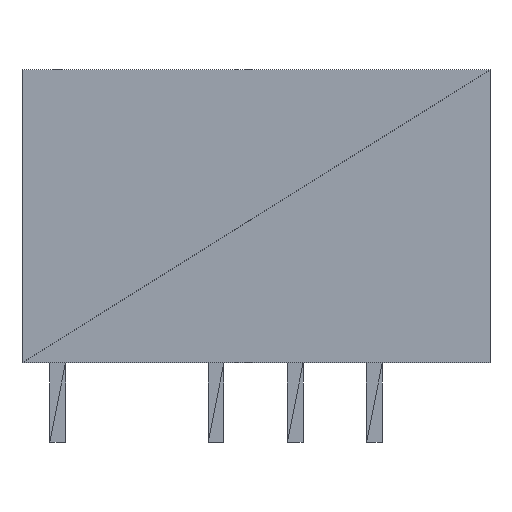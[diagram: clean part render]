
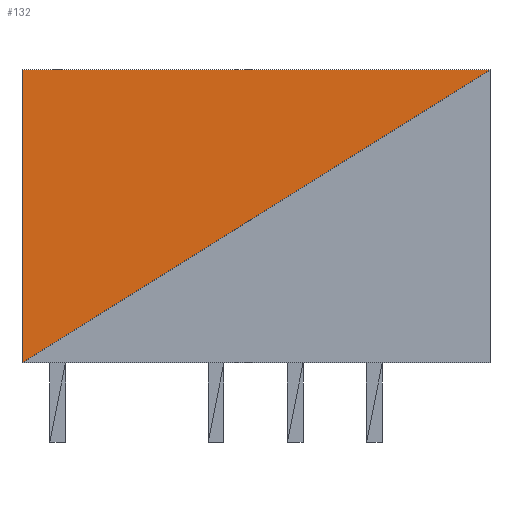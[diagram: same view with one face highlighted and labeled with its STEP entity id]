
A CAD part, left-side view. The second image highlights one B-rep face of the part: STEP entity #132.
In plain terms, the highlighted planar face has unit normal (-1, 0, 0).
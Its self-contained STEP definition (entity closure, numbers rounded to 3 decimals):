
#132=ADVANCED_FACE('',(#133),#159,.F.);
#133=FACE_OUTER_BOUND('',#134,.T.);
#134=EDGE_LOOP('',(#135,#137,#139));
#135=ORIENTED_EDGE('',*,*,#136,.T.);
#136=EDGE_CURVE('',#141,#143,#145,.T.);
#137=ORIENTED_EDGE('',*,*,#138,.T.);
#138=EDGE_CURVE('',#143,#149,#151,.T.);
#139=ORIENTED_EDGE('',*,*,#140,.T.);
#140=EDGE_CURVE('',#149,#141,#155,.T.);
#141=VERTEX_POINT('',#142);
#142=CARTESIAN_POINT('',(-6.286,13.868,0.0));
#143=VERTEX_POINT('',#144);
#144=CARTESIAN_POINT('',(-6.286,13.868,9.398));
#145=LINE('',#146,#147);
#146=CARTESIAN_POINT('',(-6.286,13.868,0.0));
#147=VECTOR('',#148,1.0);
#148=DIRECTION('',(0.0,0.0,-1.0));
#149=VERTEX_POINT('',#150);
#150=CARTESIAN_POINT('',(-6.286,-1.143,9.398));
#151=LINE('',#152,#153);
#152=CARTESIAN_POINT('',(-6.286,13.868,9.398));
#153=VECTOR('',#154,1.0);
#154=DIRECTION('',(0.0,1.0,0.0));
#155=LINE('',#156,#157);
#156=CARTESIAN_POINT('',(-6.286,-1.143,9.398));
#157=VECTOR('',#158,1.0);
#158=DIRECTION('',(0.0,-0.848,0.531));
#159=PLANE('',#160);
#160=AXIS2_PLACEMENT_3D('',#161,#162,#163);
#161=CARTESIAN_POINT('',(-6.286,13.868,9.398));
#162=DIRECTION('',(1.0,0.0,0.0));
#163=DIRECTION('',(0.0,0.848,-0.531));
